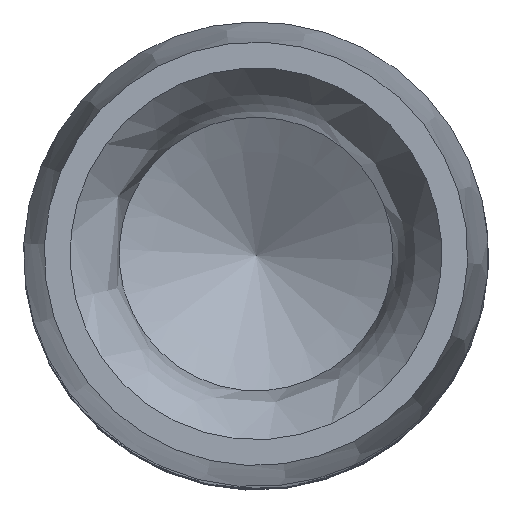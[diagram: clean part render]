
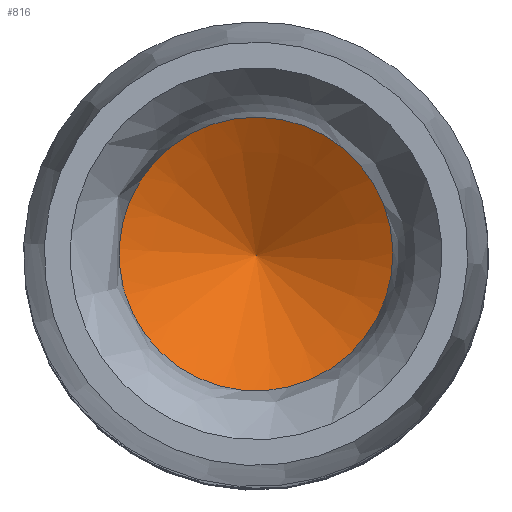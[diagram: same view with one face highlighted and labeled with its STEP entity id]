
A CAD part, top view. The second image highlights one B-rep face of the part: STEP entity #816.
In plain terms, the highlighted conical face has half-angle 60 degrees and reference radius 0 mm.
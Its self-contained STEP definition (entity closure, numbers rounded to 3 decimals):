
#719=CONICAL_SURFACE('',#2853,0.,60.);
#731=VERTEX_LOOP('',#2258);
#816=ADVANCED_FACE('',(#1317,#1318),#719,.F.);
#1317=FACE_BOUND('',#731,.T.);
#1318=FACE_BOUND('',#1393,.T.);
#1393=EDGE_LOOP('',(#1697));
#1573=CIRCLE('',#2852,1.525);
#1697=ORIENTED_EDGE('',*,*,#2457,.T.);
#2258=VERTEX_POINT('',#4115);
#2259=VERTEX_POINT('',#4117);
#2457=EDGE_CURVE('',#2259,#2259,#1573,.T.);
#2852=AXIS2_PLACEMENT_3D('',#4116,#3152,#3153);
#2853=AXIS2_PLACEMENT_3D('',#4118,#3154,#3155);
#3152=DIRECTION('',(0.,0.,1.));
#3153=DIRECTION('',(-0.499,0.867,0.));
#3154=DIRECTION('',(0.,0.,1.));
#3155=DIRECTION('',(-0.924,0.383,0.));
#4115=CARTESIAN_POINT('',(0.,0.,3.72));
#4116=CARTESIAN_POINT('',(0.,0.,4.6));
#4117=CARTESIAN_POINT('',(-0.761,1.321,4.6));
#4118=CARTESIAN_POINT('',(0.,0.,3.72));
